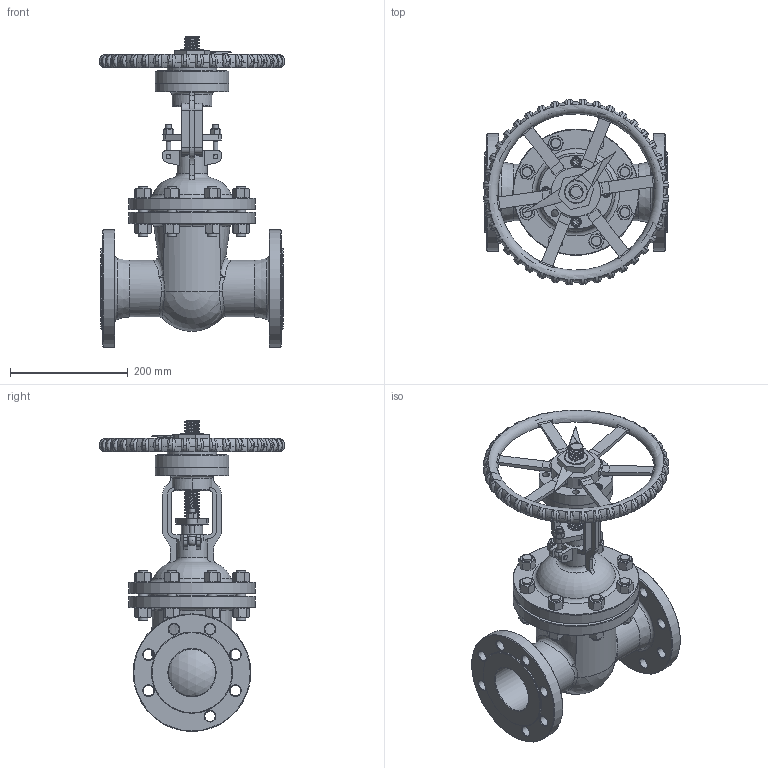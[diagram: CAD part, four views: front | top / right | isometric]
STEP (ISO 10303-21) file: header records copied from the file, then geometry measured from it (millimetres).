
FILE_DESCRIPTION(('HOOPS Exchange Step'),'2;1');
FILE_NAME('AS023_DN80.stp','2025-10-16T15:52:16+02:00',('nieru'),('Unknown organisation'),'HOOPS Exchange 2024.2','HOOPS Exchange','Unknown authorisation');
FILE_SCHEMA( ('AP203_CONFIGURATION_CONTROLLED_3D_DESIGN_OF_MECHANICAL_PARTS_AND_ASSEMBLIES_MIM_LF') );
Length unit declared in the file: millimetre
Products named in the file (6): 0; root
Assembly tree (5 placements, depth 3):
  root
    0
      0
      0
      0
      0
Bounding box: 315.22 x 315.22 x 528.68 mm (x, y, z)
Volume: 5802995.8 mm3; surface area: 1090322.5 mm2
Topology: 46 solids, 46 shells, 1874 faces, 5288 edges, 3575 vertices
Faces by surface type: plane 695, bspline 433, cylinder 338, cone 231, torus 165, sphere 12
Full cylindrical faces by diameter (mm): 7.964 x2, 8 x8, 8.376 x2, 8.5 x4, 10 x7, 11 x4, 12 x9, 13.835 x16, 16 x12, 18 x35, 23 x1, 24 x38, 26 x2, 30 x1, 36 x3, 37 x1, 39 x7, 45 x2, 48 x6, 54 x2, 58 x2, 70 x3, 74 x2, 80 x2, 84 x1, 96 x2, 100 x2, 104 x2, 120 x1, 125 x2
Entity records: 151891 total; most frequent: CARTESIAN_POINT 108683, ORIENTED_EDGE 10176, DIRECTION 7019, EDGE_CURVE 5088, VERTEX_POINT 3575, AXIS2_PLACEMENT_3D 2903, B_SPLINE_CURVE_WITH_KNOTS 2321, EDGE_LOOP 2243
